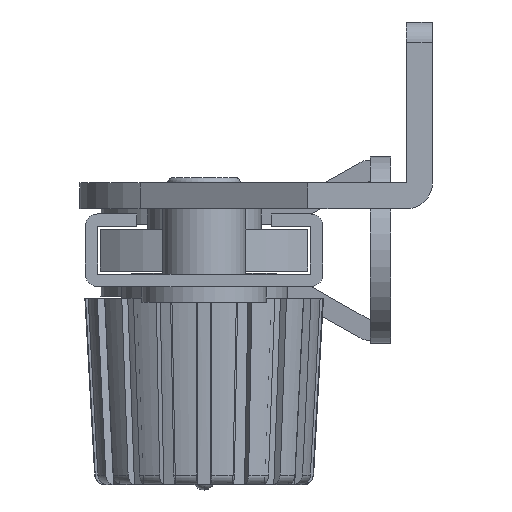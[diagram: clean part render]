
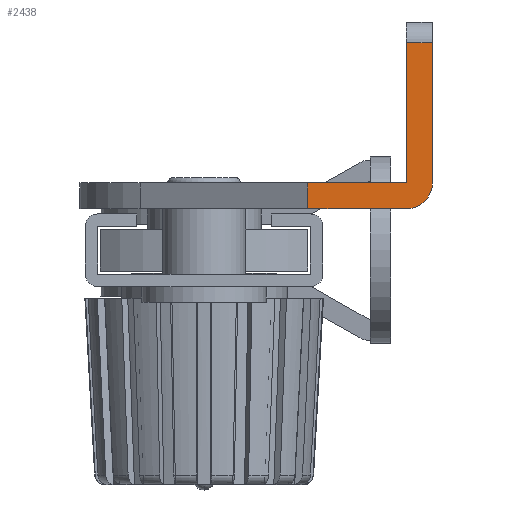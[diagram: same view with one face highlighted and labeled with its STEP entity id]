
A CAD part, left-side view. The second image highlights one B-rep face of the part: STEP entity #2438.
In plain terms, the highlighted planar face has unit normal (-1, 0, 0).
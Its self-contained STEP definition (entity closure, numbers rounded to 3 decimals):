
#208 = EDGE_CURVE ( 'NONE', #2364, #217, #3150, .T. ) ;
#217 = VERTEX_POINT ( 'NONE', #3193 ) ;
#2312 = VERTEX_POINT ( 'NONE', #7110 ) ;
#2314 = EDGE_CURVE ( 'NONE', #2312, #2315, #7109, .T. ) ;
#2315 = VERTEX_POINT ( 'NONE', #7105 ) ;
#2363 = EDGE_CURVE ( 'NONE', #2390, #2364, #7222, .T. ) ;
#2364 = VERTEX_POINT ( 'NONE', #7218 ) ;
#2390 = VERTEX_POINT ( 'NONE', #7294 ) ;
#2396 = EDGE_CURVE ( 'NONE', #2469, #2312, #7282, .T. ) ;
#2438 = ADVANCED_FACE ( 'NONE', ( #7342 ), #7341, .T. ) ;
#2439 = EDGE_LOOP ( 'NONE', ( #2440, #2441, #2443, #2444, #2445, #2500, #2501 ) ) ;
#2440 = ORIENTED_EDGE ( 'NONE', *, *, #2467, .F. ) ;
#2441 = ORIENTED_EDGE ( 'NONE', *, *, #2442, .T. ) ;
#2442 = EDGE_CURVE ( 'NONE', #2465, #217, #7336, .T. ) ;
#2443 = ORIENTED_EDGE ( 'NONE', *, *, #208, .F. ) ;
#2444 = ORIENTED_EDGE ( 'NONE', *, *, #2363, .F. ) ;
#2445 = ORIENTED_EDGE ( 'NONE', *, *, #2446, .F. ) ;
#2446 = EDGE_CURVE ( 'NONE', #2315, #2390, #7332, .T. ) ;
#2465 = VERTEX_POINT ( 'NONE', #7360 ) ;
#2467 = EDGE_CURVE ( 'NONE', #2465, #2469, #7359, .T. ) ;
#2469 = VERTEX_POINT ( 'NONE', #7414 ) ;
#2500 = ORIENTED_EDGE ( 'NONE', *, *, #2314, .F. ) ;
#2501 = ORIENTED_EDGE ( 'NONE', *, *, #2396, .F. ) ;
#3147 = DIRECTION ( 'NONE',  ( 0., 0., 1. ) ) ;
#3148 = VECTOR ( 'NONE', #3147, 1000. ) ;
#3149 = CARTESIAN_POINT ( 'NONE',  ( -20., -19.5, 2.5 ) ) ;
#3150 = LINE ( 'NONE', #3149, #3148 ) ;
#3193 = CARTESIAN_POINT ( 'NONE',  ( -20., -19.5, 16. ) ) ;
#7105 = CARTESIAN_POINT ( 'NONE',  ( -20., -10., 0. ) ) ;
#7106 = DIRECTION ( 'NONE',  ( 0., 1., 0. ) ) ;
#7107 = VECTOR ( 'NONE', #7106, 1000. ) ;
#7108 = CARTESIAN_POINT ( 'NONE',  ( -20., -19.5, 0. ) ) ;
#7109 = LINE ( 'NONE', #7108, #7107 ) ;
#7110 = CARTESIAN_POINT ( 'NONE',  ( -20., -19.5, 0. ) ) ;
#7218 = CARTESIAN_POINT ( 'NONE',  ( -20., -19.5, 2.5 ) ) ;
#7219 = DIRECTION ( 'NONE',  ( 0., -1., 0. ) ) ;
#7220 = VECTOR ( 'NONE', #7219, 1000. ) ;
#7221 = CARTESIAN_POINT ( 'NONE',  ( -20., 12., 2.5 ) ) ;
#7222 = LINE ( 'NONE', #7221, #7220 ) ;
#7279 = DIRECTION ( 'NONE',  ( 0., 0., 1. ) ) ;
#7280 = DIRECTION ( 'NONE',  ( 1., 0., 0. ) ) ;
#7281 = AXIS2_PLACEMENT_3D ( 'NONE', #7287, #7280, #7279 ) ;
#7282 = CIRCLE ( 'NONE', #7281, 2.5 ) ;
#7287 = CARTESIAN_POINT ( 'NONE',  ( -20., -19.5, 2.5 ) ) ;
#7294 = CARTESIAN_POINT ( 'NONE',  ( -20., -10., 2.5 ) ) ;
#7329 = DIRECTION ( 'NONE',  ( 0., 0., 1. ) ) ;
#7330 = VECTOR ( 'NONE', #7329, 1000. ) ;
#7331 = CARTESIAN_POINT ( 'NONE',  ( -20., -10., 0. ) ) ;
#7332 = LINE ( 'NONE', #7331, #7330 ) ;
#7333 = DIRECTION ( 'NONE',  ( 0., 1., 0. ) ) ;
#7334 = VECTOR ( 'NONE', #7333, 1000. ) ;
#7335 = CARTESIAN_POINT ( 'NONE',  ( -20., -19.5, 16. ) ) ;
#7336 = LINE ( 'NONE', #7335, #7334 ) ;
#7337 = DIRECTION ( 'NONE',  ( 0., 0., 1. ) ) ;
#7338 = DIRECTION ( 'NONE',  ( -1., 0., 0. ) ) ;
#7339 = CARTESIAN_POINT ( 'NONE',  ( -20., -19.5, 2.5 ) ) ;
#7340 = AXIS2_PLACEMENT_3D ( 'NONE', #7339, #7338, #7337 ) ;
#7341 = PLANE ( 'NONE',  #7340 ) ;
#7342 = FACE_OUTER_BOUND ( 'NONE', #2439, .T. ) ;
#7359 = LINE ( 'NONE', #7424, #7423 ) ;
#7360 = CARTESIAN_POINT ( 'NONE',  ( -20., -22., 16. ) ) ;
#7414 = CARTESIAN_POINT ( 'NONE',  ( -20., -22., 2.5 ) ) ;
#7422 = DIRECTION ( 'NONE',  ( 0., 0., -1. ) ) ;
#7423 = VECTOR ( 'NONE', #7422, 1000. ) ;
#7424 = CARTESIAN_POINT ( 'NONE',  ( -20., -22., 18. ) ) ;
